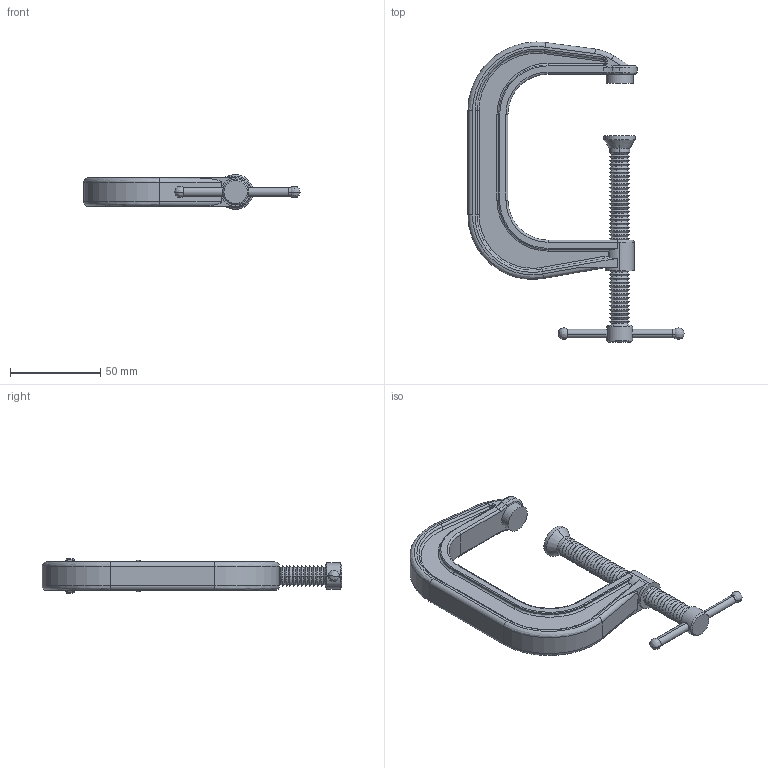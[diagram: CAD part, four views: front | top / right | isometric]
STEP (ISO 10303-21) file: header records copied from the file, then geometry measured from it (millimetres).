
FILE_DESCRIPTION (( 'STEP AP214' ), '1' );
FILE_NAME ('Table_Clamp.STEP', '2017-08-19T06:33:02', ( 'Sidh Singh' ), ( '' ), 'SwSTEP 2.0', 'SolidWorks 2012', '' );
FILE_SCHEMA (( 'AUTOMOTIVE_DESIGN' ));
Length unit declared in the file: millimetre
Products named in the file (6): Table_Clamp; STD-20130926-1558; STD-20130926-1559; VIB-20008; STD-20130926-1554; STD-20130926-1553
Assembly tree (5 placements, depth 3):
  Table_Clamp
    STD-20130926-1553
      STD-20130926-1554
      STD-20130926-1559
      STD-20130926-1558
    VIB-20008
Bounding box: 119.94 x 166.46 x 19.3 mm (x, y, z)
Volume: 77429.5 mm3; surface area: 26438.9 mm2
Topology: 6 solids, 6 shells, 336 faces, 772 edges, 437 vertices
Faces by surface type: cone 182, cylinder 77, bspline 39, plane 33, torus 5
Entity records: 11652 total; most frequent: CARTESIAN_POINT 3934, DIRECTION 1675, ORIENTED_EDGE 1524, EDGE_CURVE 762, AXIS2_PLACEMENT_3D 675, VERTEX_POINT 437, CIRCLE 369, EDGE_LOOP 339
